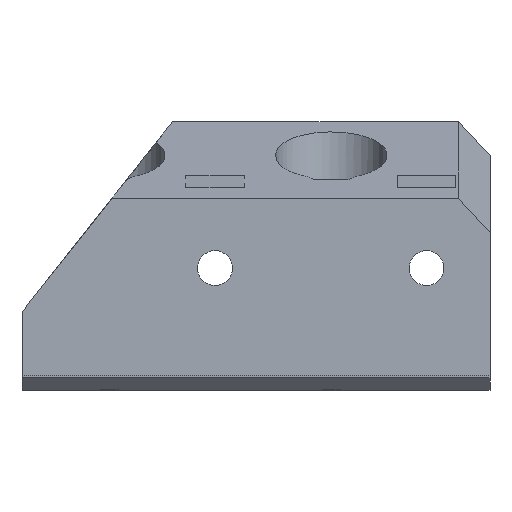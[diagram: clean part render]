
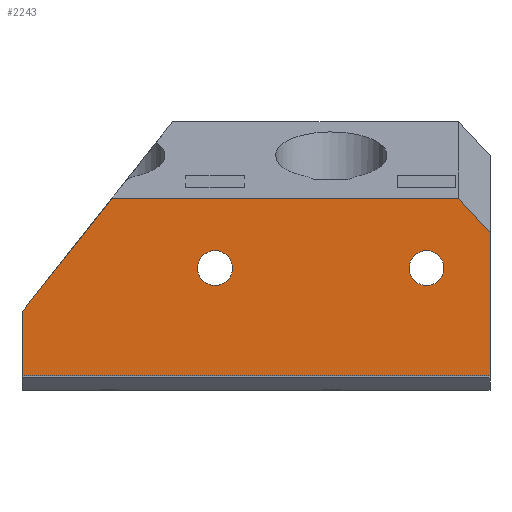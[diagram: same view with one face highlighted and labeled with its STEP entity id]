
A CAD part, front view. The second image highlights one B-rep face of the part: STEP entity #2243.
In plain terms, the highlighted planar face has unit normal (0, -1, 0).
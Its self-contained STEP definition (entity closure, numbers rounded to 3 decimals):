
#68=CIRCLE('',#2405,1.65);
#69=CIRCLE('',#2407,1.65);
#113=FACE_BOUND('',#318,.T.);
#114=FACE_BOUND('',#319,.T.);
#189=FACE_OUTER_BOUND('',#317,.T.);
#317=EDGE_LOOP('',(#1778,#1779,#1780,#1781,#1782,#1783));
#318=EDGE_LOOP('',(#1784));
#319=EDGE_LOOP('',(#1785));
#393=LINE('',#3149,#652);
#402=LINE('',#3170,#661);
#462=LINE('',#3319,#721);
#561=LINE('',#3539,#820);
#562=LINE('',#3540,#821);
#563=LINE('',#3541,#822);
#652=VECTOR('',#2516,10.);
#661=VECTOR('',#2531,10.);
#721=VECTOR('',#2647,10.);
#820=VECTOR('',#2854,10.);
#821=VECTOR('',#2855,10.);
#822=VECTOR('',#2856,10.);
#911=VERTEX_POINT('',#3147);
#912=VERTEX_POINT('',#3148);
#921=VERTEX_POINT('',#3168);
#981=VERTEX_POINT('',#3316);
#982=VERTEX_POINT('',#3318);
#1043=VERTEX_POINT('',#3518);
#1044=VERTEX_POINT('',#3522);
#1049=VERTEX_POINT('',#3538);
#1123=EDGE_CURVE('',#911,#912,#393,.T.);
#1134=EDGE_CURVE('',#911,#921,#402,.T.);
#1209=EDGE_CURVE('',#982,#981,#462,.T.);
#1310=EDGE_CURVE('',#1043,#1043,#68,.T.);
#1312=EDGE_CURVE('',#1044,#1044,#69,.T.);
#1319=EDGE_CURVE('',#921,#1049,#561,.T.);
#1320=EDGE_CURVE('',#982,#1049,#562,.T.);
#1321=EDGE_CURVE('',#981,#912,#563,.T.);
#1778=ORIENTED_EDGE('',*,*,#1123,.F.);
#1779=ORIENTED_EDGE('',*,*,#1134,.T.);
#1780=ORIENTED_EDGE('',*,*,#1319,.T.);
#1781=ORIENTED_EDGE('',*,*,#1320,.F.);
#1782=ORIENTED_EDGE('',*,*,#1209,.T.);
#1783=ORIENTED_EDGE('',*,*,#1321,.T.);
#1784=ORIENTED_EDGE('',*,*,#1310,.T.);
#1785=ORIENTED_EDGE('',*,*,#1312,.T.);
#2145=PLANE('',#2411);
#2243=ADVANCED_FACE('',(#189,#113,#114),#2145,.T.);
#2405=AXIS2_PLACEMENT_3D('',#3520,#2834,#2835);
#2407=AXIS2_PLACEMENT_3D('',#3524,#2839,#2840);
#2411=AXIS2_PLACEMENT_3D('',#3537,#2852,#2853);
#2516=DIRECTION('',(0.68,0.,-0.733));
#2531=DIRECTION('',(-1.,0.,0.));
#2647=DIRECTION('',(1.,0.,0.));
#2834=DIRECTION('center_axis',(0.,1.,0.));
#2835=DIRECTION('ref_axis',(-1.,0.,0.));
#2839=DIRECTION('center_axis',(0.,1.,0.));
#2840=DIRECTION('ref_axis',(-1.,0.,0.));
#2852=DIRECTION('center_axis',(0.,-1.,0.));
#2853=DIRECTION('ref_axis',(1.,0.,0.));
#2854=DIRECTION('',(-0.621,0.,-0.784));
#2855=DIRECTION('',(0.,0.,1.));
#2856=DIRECTION('',(0.,0.,1.));
#3147=CARTESIAN_POINT('',(41.25,0.,16.768));
#3148=CARTESIAN_POINT('',(44.25,0.,13.532));
#3149=CARTESIAN_POINT('',(35.981,0.,22.451));
#3168=CARTESIAN_POINT('',(8.525,0.,16.768));
#3170=CARTESIAN_POINT('',(22.125,0.,16.768));
#3316=CARTESIAN_POINT('',(44.25,0.,0.));
#3318=CARTESIAN_POINT('',(0.,0.,0.));
#3319=CARTESIAN_POINT('',(0.,0.,0.));
#3518=CARTESIAN_POINT('',(39.9,0.,10.15));
#3520=CARTESIAN_POINT('Origin',(38.25,0.,10.15));
#3522=CARTESIAN_POINT('',(19.9,0.,10.15));
#3524=CARTESIAN_POINT('Origin',(18.25,0.,10.15));
#3537=CARTESIAN_POINT('Origin',(0.,0.,0.));
#3538=CARTESIAN_POINT('',(0.,0.,6.));
#3539=CARTESIAN_POINT('',(-1.46,0.,4.156));
#3540=CARTESIAN_POINT('',(0.,0.,0.));
#3541=CARTESIAN_POINT('',(44.25,0.,0.));
